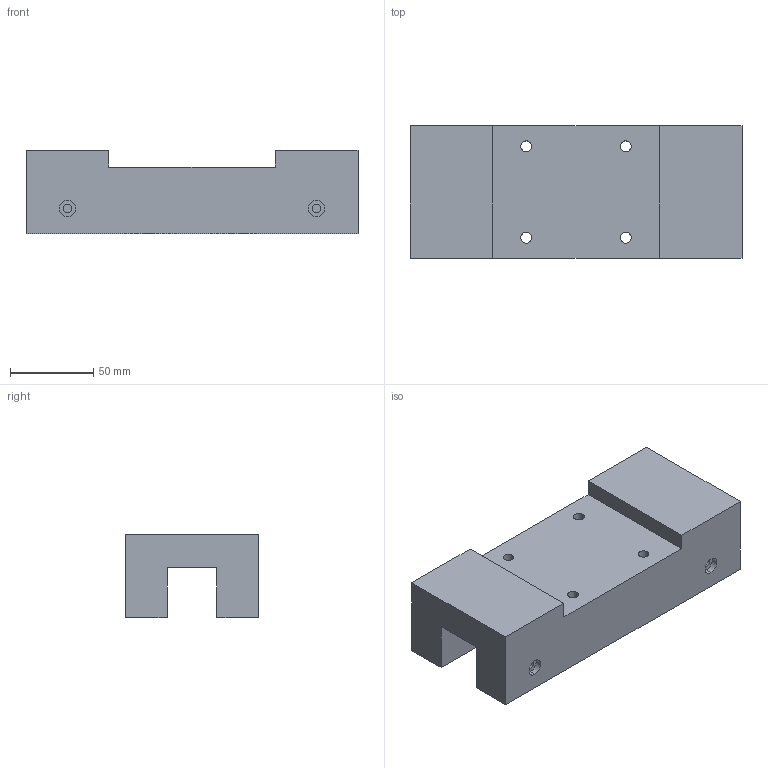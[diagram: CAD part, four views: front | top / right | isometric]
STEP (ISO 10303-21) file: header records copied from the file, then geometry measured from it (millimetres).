
FILE_DESCRIPTION (( 'STEP AP203' ), '1' );
FILE_NAME ('Aufnahme_Rahmen_2D-Styroporschneider.STEP', '2020-02-07T10:04:38', ( '' ), ( '' ), 'SwSTEP 2.0', 'SolidWorks 2019', '' );
FILE_SCHEMA (( 'CONFIG_CONTROL_DESIGN' ));
Length unit declared in the file: millimetre
Products named in the file (1): Aufnahme_Rahmen_2D-Styroporschneider
Bounding box: 200 x 80 x 50 mm (x, y, z)
Volume: 530769.6 mm3; surface area: 74060.8 mm2
Topology: 1 solids, 1 shells, 52 faces, 124 edges, 80 vertices
Faces by surface type: cylinder 24, plane 20, cone 8
Entity records: 1621 total; most frequent: DIRECTION 286, CARTESIAN_POINT 257, ORIENTED_EDGE 248, EDGE_CURVE 124, AXIS2_PLACEMENT_3D 109, VERTEX_POINT 80, EDGE_LOOP 70, LINE 68
